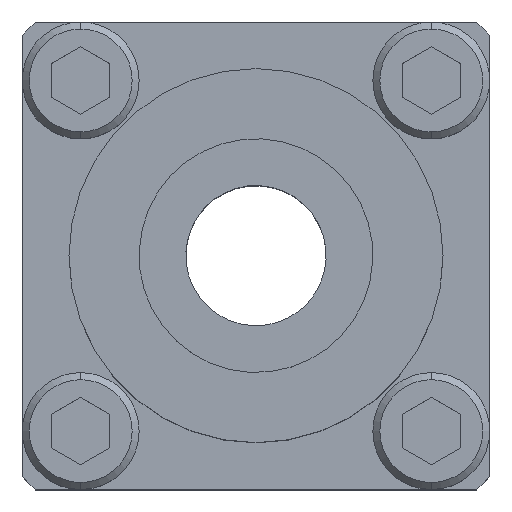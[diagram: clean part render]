
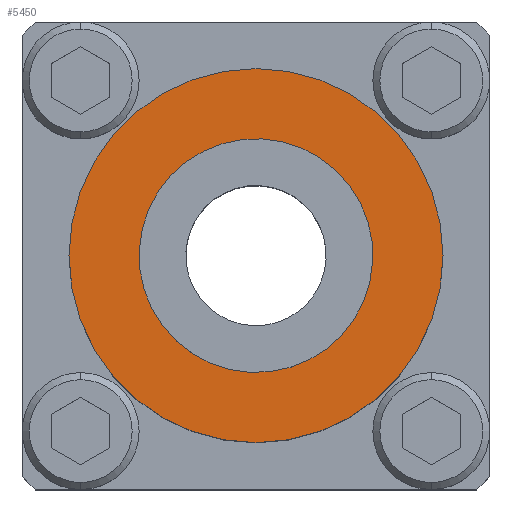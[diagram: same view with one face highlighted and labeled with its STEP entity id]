
A CAD part, top view. The second image highlights one B-rep face of the part: STEP entity #5450.
In plain terms, the highlighted planar face has unit normal (0, 0, 1).
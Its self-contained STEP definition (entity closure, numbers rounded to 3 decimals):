
#4970=CARTESIAN_POINT('',(0.,-16.,45.));
#4980=VERTEX_POINT('',#4970);
#5060=CARTESIAN_POINT('',(0.,16.,45.));
#5070=VERTEX_POINT('',#5060);
#5100=CARTESIAN_POINT('',(0.,0.,45.));
#5110=DIRECTION('',(0.,0.,1.));
#5120=DIRECTION('',(0.,-1.,0.));
#5130=AXIS2_PLACEMENT_3D('',#5100,#5110,#5120);
#5140=CIRCLE('',#5130,16.);
#5150=EDGE_CURVE('',#5070,#4980,#5140,.T.);
#5200=CARTESIAN_POINT('',(0.,0.,45.));
#5210=DIRECTION('',(0.,0.,1.));
#5220=DIRECTION('',(1.,0.,0.));
#5230=AXIS2_PLACEMENT_3D('',#5200,#5210,#5220);
#5240=PLANE('',#5230);
#5250=CARTESIAN_POINT('',(0.,0.,45.));
#5260=DIRECTION('',(0.,0.,1.));
#5270=DIRECTION('',(1.,0.,0.));
#5280=AXIS2_PLACEMENT_3D('',#5250,#5260,#5270);
#5290=CIRCLE('',#5280,8.);
#5300=CARTESIAN_POINT('',(-8.,0.,45.));
#5310=VERTEX_POINT('',#5300);
#5320=CARTESIAN_POINT('',(8.,0.,45.));
#5330=VERTEX_POINT('',#5320);
#5340=EDGE_CURVE('',#5310,#5330,#5290,.T.);
#5350=ORIENTED_EDGE('',*,*,#5340,.F.);
#5360=EDGE_CURVE('',#5330,#5310,#5290,.T.);
#5370=ORIENTED_EDGE('',*,*,#5360,.F.);
#5380=EDGE_LOOP('',(#5370,#5350));
#5390=FACE_BOUND('',#5380,.T.);
#5400=EDGE_CURVE('',#4980,#5070,#5140,.T.);
#5410=ORIENTED_EDGE('',*,*,#5400,.T.);
#5420=ORIENTED_EDGE('',*,*,#5150,.T.);
#5430=EDGE_LOOP('',(#5420,#5410));
#5440=FACE_OUTER_BOUND('',#5430,.T.);
#5450=ADVANCED_FACE('',(#5390,#5440),#5240,.T.);
